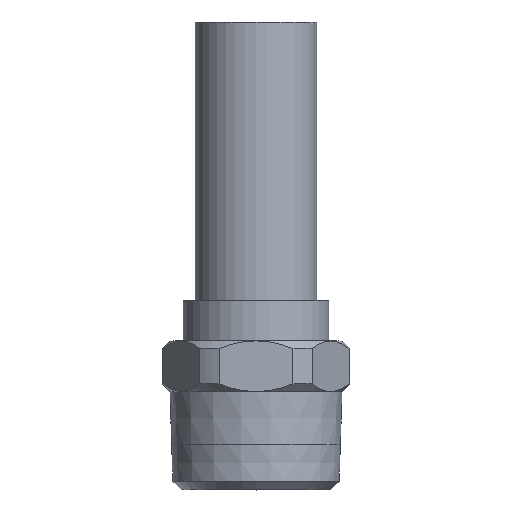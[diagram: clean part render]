
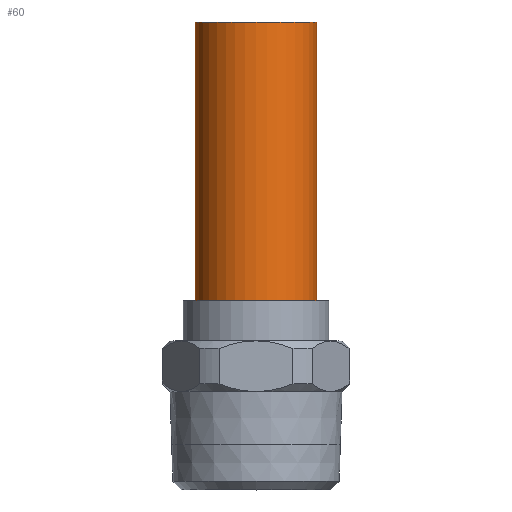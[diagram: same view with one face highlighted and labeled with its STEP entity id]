
A CAD part, top view. The second image highlights one B-rep face of the part: STEP entity #60.
In plain terms, the highlighted cylindrical face has radius 6 mm (diameter 12 mm), a partial arc.
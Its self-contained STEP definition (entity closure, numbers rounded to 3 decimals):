
#60=ADVANCED_FACE('',(#127),#128,.T.);
#127=FACE_OUTER_BOUND('',#239,.T.);
#128=CYLINDRICAL_SURFACE('',#240,6.0);
#239=EDGE_LOOP('',(#421,#422,#423,#424));
#240=AXIS2_PLACEMENT_3D('',#425,#426,#427);
#421=ORIENTED_EDGE('',*,*,#750,.T.);
#422=ORIENTED_EDGE('',*,*,#760,.F.);
#423=ORIENTED_EDGE('',*,*,#752,.T.);
#424=ORIENTED_EDGE('',*,*,#761,.F.);
#425=CARTESIAN_POINT('',(0.0,19.5,0.0));
#426=DIRECTION('',(-0.0,1.0,0.0));
#427=DIRECTION('',(1.0,0.0,0.0));
#750=EDGE_CURVE('',#900,#901,#902,.T.);
#752=EDGE_CURVE('',#905,#903,#906,.T.);
#760=EDGE_CURVE('',#905,#901,#918,.T.);
#761=EDGE_CURVE('',#900,#903,#919,.T.);
#900=VERTEX_POINT('',#1150);
#901=VERTEX_POINT('',#1151);
#902=LINE('',#1152,#1153);
#903=VERTEX_POINT('',#1154);
#905=VERTEX_POINT('',#1156);
#906=LINE('',#1157,#1158);
#918=CIRCLE('',#1172,6.0);
#919=CIRCLE('',#1173,6.0);
#1150=CARTESIAN_POINT('',(6.0,8.96,0.));
#1151=CARTESIAN_POINT('',(6.0,36.5,0.0));
#1152=CARTESIAN_POINT('',(6.0,19.5,0.));
#1153=VECTOR('',#1568,1.0);
#1154=CARTESIAN_POINT('',(-6.0,8.96,0.));
#1156=CARTESIAN_POINT('',(-6.0,36.5,0.));
#1157=CARTESIAN_POINT('',(-6.0,19.5,0.));
#1158=VECTOR('',#1572,1.0);
#1172=AXIS2_PLACEMENT_3D('',#1590,#1591,#1592);
#1173=AXIS2_PLACEMENT_3D('',#1593,#1594,#1595);
#1568=DIRECTION('',(0.0,1.0,0.0));
#1572=DIRECTION('',(-0.0,-1.0,-0.0));
#1590=CARTESIAN_POINT('',(0.0,36.5,0.0));
#1591=DIRECTION('',(-0.0,1.0,0.0));
#1592=DIRECTION('',(1.0,0.0,0.0));
#1593=CARTESIAN_POINT('',(0.0,8.96,0.0));
#1594=DIRECTION('',(0.0,-1.0,0.0));
#1595=DIRECTION('',(1.0,0.0,0.0));
